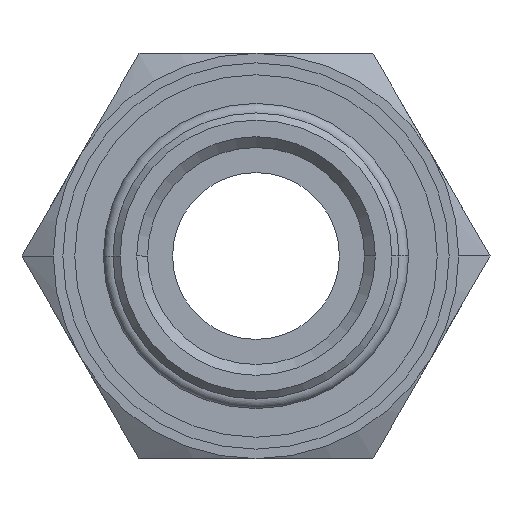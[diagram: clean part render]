
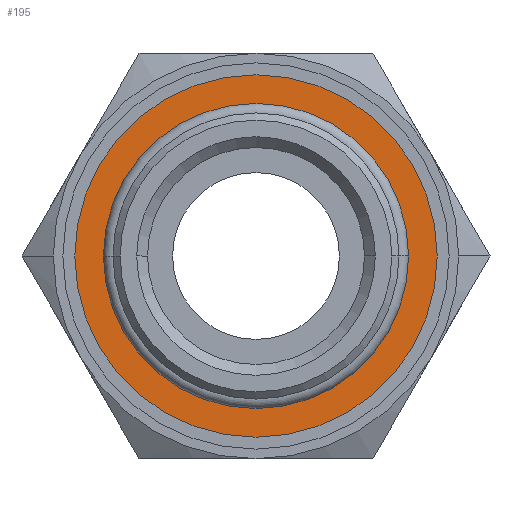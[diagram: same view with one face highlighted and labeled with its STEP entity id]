
A CAD part, front view. The second image highlights one B-rep face of the part: STEP entity #195.
In plain terms, the highlighted planar face has unit normal (0, -1, 0).
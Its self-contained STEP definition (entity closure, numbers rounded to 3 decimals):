
#195=ADVANCED_FACE('',(#399,#400),#401,.T.);
#399=FACE_OUTER_BOUND('',#612,.T.);
#400=FACE_BOUND('',#613,.T.);
#401=PLANE('',#614);
#612=EDGE_LOOP('',(#1088,#1089));
#613=EDGE_LOOP('',(#1090,#1091));
#614=AXIS2_PLACEMENT_3D('',#1092,#1093,#1094);
#1088=ORIENTED_EDGE('',*,*,#1213,.F.);
#1089=ORIENTED_EDGE('',*,*,#1361,.F.);
#1090=ORIENTED_EDGE('',*,*,#1220,.T.);
#1091=ORIENTED_EDGE('',*,*,#1359,.T.);
#1092=CARTESIAN_POINT('',(6.8,4.0,0.0));
#1093=DIRECTION('',(-0.0,-1.0,-0.0));
#1094=DIRECTION('',(-1.0,0.0,0.0));
#1213=EDGE_CURVE('',#1431,#1434,#1435,.T.);
#1220=EDGE_CURVE('',#1441,#1445,#1447,.T.);
#1359=EDGE_CURVE('',#1445,#1441,#1638,.T.);
#1361=EDGE_CURVE('',#1434,#1431,#1640,.T.);
#1431=VERTEX_POINT('',#1718);
#1434=VERTEX_POINT('',#1722);
#1435=CIRCLE('',#1723,7.6);
#1441=VERTEX_POINT('',#1730);
#1445=VERTEX_POINT('',#1735);
#1447=CIRCLE('',#1738,6.0);
#1638=CIRCLE('',#2219,6.0);
#1640=CIRCLE('',#2221,7.6);
#1718=CARTESIAN_POINT('',(7.6,4.0,0.0));
#1722=CARTESIAN_POINT('',(-7.6,4.0,0.));
#1723=AXIS2_PLACEMENT_3D('',#2293,#2294,#2295);
#1730=CARTESIAN_POINT('',(6.0,4.0,0.0));
#1735=CARTESIAN_POINT('',(-6.0,4.0,0.));
#1738=AXIS2_PLACEMENT_3D('',#2305,#2306,#2307);
#2219=AXIS2_PLACEMENT_3D('',#2463,#2464,#2465);
#2221=AXIS2_PLACEMENT_3D('',#2466,#2467,#2468);
#2293=CARTESIAN_POINT('',(0.0,4.0,0.0));
#2294=DIRECTION('',(-0.0,1.0,0.0));
#2295=DIRECTION('',(1.0,0.0,0.0));
#2305=CARTESIAN_POINT('',(0.0,4.0,0.0));
#2306=DIRECTION('',(-0.0,1.0,0.0));
#2307=DIRECTION('',(1.0,0.0,0.0));
#2463=CARTESIAN_POINT('',(0.0,4.0,0.0));
#2464=DIRECTION('',(-0.0,1.0,0.0));
#2465=DIRECTION('',(1.0,0.0,0.0));
#2466=CARTESIAN_POINT('',(0.0,4.0,0.0));
#2467=DIRECTION('',(-0.0,1.0,0.0));
#2468=DIRECTION('',(1.0,0.0,0.0));
